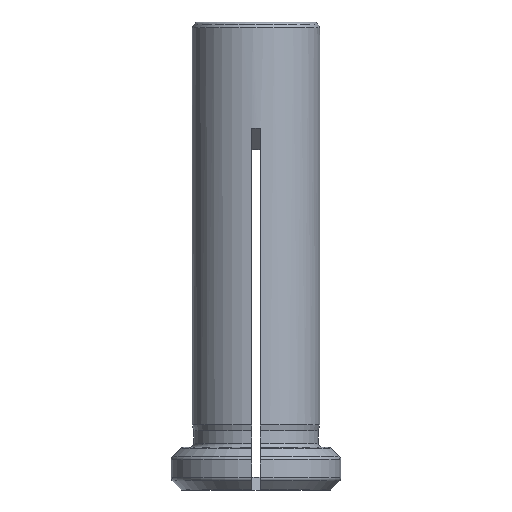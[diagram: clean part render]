
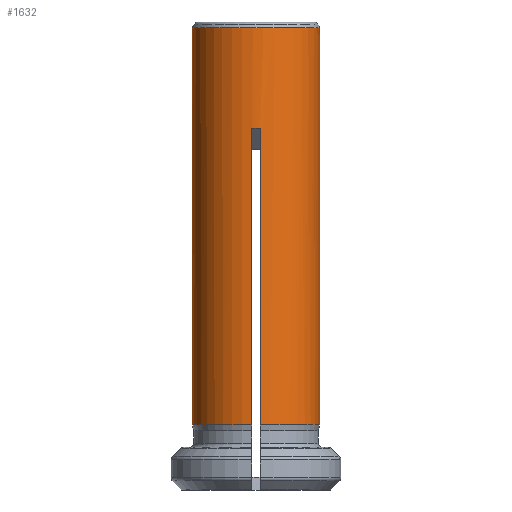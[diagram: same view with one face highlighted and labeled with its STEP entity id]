
A CAD part, front view. The second image highlights one B-rep face of the part: STEP entity #1632.
In plain terms, the highlighted cylindrical face has radius 6 mm (diameter 12 mm), a full revolution.
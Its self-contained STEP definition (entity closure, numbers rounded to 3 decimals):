
#197=CIRCLE('',#1726,6.);
#208=CIRCLE('',#1748,6.);
#219=CIRCLE('',#1770,6.);
#230=CIRCLE('',#1792,6.);
#233=CIRCLE('',#1796,6.);
#303=LINE('',#2984,#387);
#304=LINE('',#2988,#388);
#305=LINE('',#2989,#389);
#306=LINE('',#2993,#390);
#307=LINE('',#2994,#391);
#308=LINE('',#2998,#392);
#309=LINE('',#2999,#393);
#310=LINE('',#3003,#394);
#387=VECTOR('',#2208,1000.);
#388=VECTOR('',#2211,1000.);
#389=VECTOR('',#2212,1000.);
#390=VECTOR('',#2215,1000.);
#391=VECTOR('',#2216,1000.);
#392=VECTOR('',#2219,1000.);
#393=VECTOR('',#2220,1000.);
#394=VECTOR('',#2223,1000.);
#704=ORIENTED_EDGE('',*,*,#1148,.F.);
#705=ORIENTED_EDGE('',*,*,#1149,.F.);
#706=ORIENTED_EDGE('',*,*,#1150,.T.);
#707=ORIENTED_EDGE('',*,*,#1014,.F.);
#708=ORIENTED_EDGE('',*,*,#1151,.F.);
#709=ORIENTED_EDGE('',*,*,#1152,.F.);
#710=ORIENTED_EDGE('',*,*,#1153,.T.);
#711=ORIENTED_EDGE('',*,*,#1047,.F.);
#712=ORIENTED_EDGE('',*,*,#1154,.F.);
#713=ORIENTED_EDGE('',*,*,#1155,.F.);
#714=ORIENTED_EDGE('',*,*,#1156,.T.);
#715=ORIENTED_EDGE('',*,*,#1080,.F.);
#716=ORIENTED_EDGE('',*,*,#1157,.F.);
#717=ORIENTED_EDGE('',*,*,#1158,.F.);
#718=ORIENTED_EDGE('',*,*,#1159,.T.);
#719=ORIENTED_EDGE('',*,*,#1114,.F.);
#720=ORIENTED_EDGE('',*,*,#1118,.F.);
#1014=EDGE_CURVE('',#1249,#1250,#197,.F.);
#1047=EDGE_CURVE('',#1271,#1272,#208,.F.);
#1080=EDGE_CURVE('',#1293,#1294,#219,.F.);
#1114=EDGE_CURVE('',#1315,#1317,#230,.F.);
#1118=EDGE_CURVE('',#1320,#1320,#233,.F.);
#1148=EDGE_CURVE('',#1339,#1315,#303,.F.);
#1149=EDGE_CURVE('',#1340,#1339,#1355,.F.);
#1150=EDGE_CURVE('',#1340,#1250,#304,.F.);
#1151=EDGE_CURVE('',#1341,#1249,#305,.F.);
#1152=EDGE_CURVE('',#1342,#1341,#1356,.F.);
#1153=EDGE_CURVE('',#1342,#1272,#306,.F.);
#1154=EDGE_CURVE('',#1343,#1271,#307,.F.);
#1155=EDGE_CURVE('',#1344,#1343,#1357,.F.);
#1156=EDGE_CURVE('',#1344,#1294,#308,.F.);
#1157=EDGE_CURVE('',#1345,#1293,#309,.F.);
#1158=EDGE_CURVE('',#1346,#1345,#1358,.F.);
#1159=EDGE_CURVE('',#1346,#1317,#310,.F.);
#1249=VERTEX_POINT('',#2523);
#1250=VERTEX_POINT('',#2524);
#1271=VERTEX_POINT('',#2637);
#1272=VERTEX_POINT('',#2638);
#1293=VERTEX_POINT('',#2751);
#1294=VERTEX_POINT('',#2752);
#1315=VERTEX_POINT('',#2868);
#1317=VERTEX_POINT('',#2871);
#1320=VERTEX_POINT('',#2882);
#1339=VERTEX_POINT('',#2985);
#1340=VERTEX_POINT('',#2987);
#1341=VERTEX_POINT('',#2990);
#1342=VERTEX_POINT('',#2992);
#1343=VERTEX_POINT('',#2995);
#1344=VERTEX_POINT('',#2997);
#1345=VERTEX_POINT('',#3000);
#1346=VERTEX_POINT('',#3002);
#1355=ELLIPSE('',#1818,8.485,6.);
#1356=ELLIPSE('',#1819,8.485,6.);
#1357=ELLIPSE('',#1820,8.485,6.);
#1358=ELLIPSE('',#1821,8.485,6.);
#1431=EDGE_LOOP('',(#704,#705,#706,#707,#708,#709,#710,#711,#712,#713,#714,
#715,#716,#717,#718,#719));
#1432=EDGE_LOOP('',(#720));
#1525=FACE_BOUND('',#1431,.T.);
#1526=FACE_BOUND('',#1432,.T.);
#1563=CYLINDRICAL_SURFACE('',#1817,6.);
#1632=ADVANCED_FACE('',(#1525,#1526),#1563,.T.);
#1726=AXIS2_PLACEMENT_3D('',#2522,#2000,#2001);
#1748=AXIS2_PLACEMENT_3D('',#2636,#2050,#2051);
#1770=AXIS2_PLACEMENT_3D('',#2750,#2100,#2101);
#1792=AXIS2_PLACEMENT_3D('',#2870,#2150,#2151);
#1796=AXIS2_PLACEMENT_3D('',#2881,#2158,#2159);
#1817=AXIS2_PLACEMENT_3D('',#2983,#2206,#2207);
#1818=AXIS2_PLACEMENT_3D('',#2986,#2209,#2210);
#1819=AXIS2_PLACEMENT_3D('',#2991,#2213,#2214);
#1820=AXIS2_PLACEMENT_3D('',#2996,#2217,#2218);
#1821=AXIS2_PLACEMENT_3D('',#3001,#2221,#2222);
#2000=DIRECTION('',(0.,0.,1.));
#2001=DIRECTION('',(1.,0.,0.));
#2050=DIRECTION('',(0.,0.,1.));
#2051=DIRECTION('',(1.,0.,0.));
#2100=DIRECTION('',(0.,0.,1.));
#2101=DIRECTION('',(1.,0.,0.));
#2150=DIRECTION('',(0.,0.,1.));
#2151=DIRECTION('',(1.,0.,0.));
#2158=DIRECTION('',(0.,0.,-1.));
#2159=DIRECTION('',(-1.,0.,0.));
#2206=DIRECTION('',(0.,0.,1.));
#2207=DIRECTION('',(1.,0.,0.));
#2208=DIRECTION('',(0.,0.,1.));
#2209=DIRECTION('',(0.,-0.707,0.707));
#2210=DIRECTION('',(0.,0.707,0.707));
#2211=DIRECTION('',(0.,0.,1.));
#2212=DIRECTION('',(0.,0.,1.));
#2213=DIRECTION('',(0.707,0.,0.707));
#2214=DIRECTION('',(-0.707,0.,0.707));
#2215=DIRECTION('',(0.,0.,1.));
#2216=DIRECTION('',(0.,0.,1.));
#2217=DIRECTION('',(0.,0.707,0.707));
#2218=DIRECTION('',(0.,-0.707,0.707));
#2219=DIRECTION('',(0.,0.,1.));
#2220=DIRECTION('',(0.,0.,1.));
#2221=DIRECTION('',(-0.707,0.,0.707));
#2222=DIRECTION('',(0.707,0.,0.707));
#2223=DIRECTION('',(0.,0.,1.));
#2522=CARTESIAN_POINT('',(0.,0.,2.127));
#2523=CARTESIAN_POINT('',(-5.987,0.4,2.127));
#2524=CARTESIAN_POINT('',(-0.4,5.987,2.127));
#2636=CARTESIAN_POINT('',(0.,0.,2.127));
#2637=CARTESIAN_POINT('',(-0.4,-5.987,2.127));
#2638=CARTESIAN_POINT('',(-5.987,-0.4,2.127));
#2750=CARTESIAN_POINT('',(0.,0.,2.127));
#2751=CARTESIAN_POINT('',(5.987,-0.4,2.127));
#2752=CARTESIAN_POINT('',(0.4,-5.987,2.127));
#2868=CARTESIAN_POINT('',(0.4,5.987,2.127));
#2870=CARTESIAN_POINT('',(0.,0.,2.127));
#2871=CARTESIAN_POINT('',(5.987,0.4,2.127));
#2881=CARTESIAN_POINT('',(0.,0.,39.473));
#2882=CARTESIAN_POINT('',(-6.,0.,39.473));
#2983=CARTESIAN_POINT('',(0.,0.,60.));
#2984=CARTESIAN_POINT('',(0.4,5.987,60.));
#2985=CARTESIAN_POINT('',(0.4,5.987,29.987));
#2986=CARTESIAN_POINT('',(0.,0.,24.));
#2987=CARTESIAN_POINT('',(-0.4,5.987,29.987));
#2988=CARTESIAN_POINT('',(-0.4,5.987,60.));
#2989=CARTESIAN_POINT('',(-5.987,0.4,60.));
#2990=CARTESIAN_POINT('',(-5.987,0.4,29.987));
#2991=CARTESIAN_POINT('',(0.,0.,24.));
#2992=CARTESIAN_POINT('',(-5.987,-0.4,29.987));
#2993=CARTESIAN_POINT('',(-5.987,-0.4,60.));
#2994=CARTESIAN_POINT('',(-0.4,-5.987,60.));
#2995=CARTESIAN_POINT('',(-0.4,-5.987,29.987));
#2996=CARTESIAN_POINT('',(0.,0.,24.));
#2997=CARTESIAN_POINT('',(0.4,-5.987,29.987));
#2998=CARTESIAN_POINT('',(0.4,-5.987,60.));
#2999=CARTESIAN_POINT('',(5.987,-0.4,60.));
#3000=CARTESIAN_POINT('',(5.987,-0.4,29.987));
#3001=CARTESIAN_POINT('',(0.,0.,24.));
#3002=CARTESIAN_POINT('',(5.987,0.4,29.987));
#3003=CARTESIAN_POINT('',(5.987,0.4,60.));
